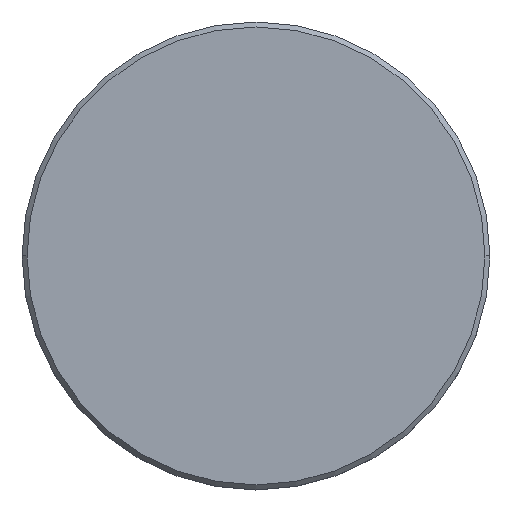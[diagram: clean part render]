
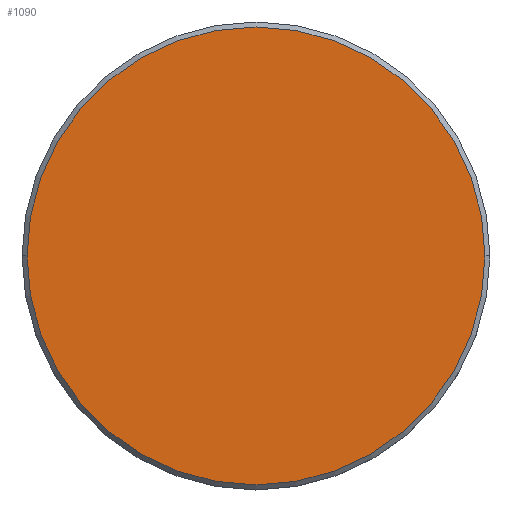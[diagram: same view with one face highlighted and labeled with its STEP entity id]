
A CAD part, top view. The second image highlights one B-rep face of the part: STEP entity #1090.
In plain terms, the highlighted planar face has unit normal (0, 0, 1).
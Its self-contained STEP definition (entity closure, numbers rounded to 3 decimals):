
#95 = VERTEX_POINT ( 'NONE', #110 ) ;
#110 = CARTESIAN_POINT ( 'NONE',  ( -23., 0., 0. ) ) ;
#118 = CARTESIAN_POINT ( 'NONE',  ( 23., 0., 0. ) ) ;
#124 = EDGE_LOOP ( 'NONE', ( #797, #961 ) ) ;
#283 = DIRECTION ( 'NONE',  ( 1., 0., 0. ) ) ;
#316 = EDGE_CURVE ( 'NONE', #95, #742, #419, .T. ) ;
#328 = CARTESIAN_POINT ( 'NONE',  ( 0., 0., 0. ) ) ;
#336 = DIRECTION ( 'NONE',  ( 0., 0., 1. ) ) ;
#419 = CIRCLE ( 'NONE', #558, 23. ) ;
#445 = CARTESIAN_POINT ( 'NONE',  ( 0., 0., 0. ) ) ;
#514 = EDGE_CURVE ( 'NONE', #742, #95, #985, .T. ) ;
#558 = AXIS2_PLACEMENT_3D ( 'NONE', #445, #1092, #901 ) ;
#598 = AXIS2_PLACEMENT_3D ( 'NONE', #727, #336, #983 ) ;
#724 = PLANE ( 'NONE',  #598 ) ;
#727 = CARTESIAN_POINT ( 'NONE',  ( 0., 0., 0. ) ) ;
#733 = FACE_OUTER_BOUND ( 'NONE', #124, .T. ) ;
#742 = VERTEX_POINT ( 'NONE', #118 ) ;
#797 = ORIENTED_EDGE ( 'NONE', *, *, #316, .T. ) ;
#901 = DIRECTION ( 'NONE',  ( 1., 0., 0. ) ) ;
#961 = ORIENTED_EDGE ( 'NONE', *, *, #514, .T. ) ;
#964 = AXIS2_PLACEMENT_3D ( 'NONE', #328, #1102, #283 ) ;
#983 = DIRECTION ( 'NONE',  ( 1., 0., 0. ) ) ;
#985 = CIRCLE ( 'NONE', #964, 23. ) ;
#1090 = ADVANCED_FACE ( 'NONE', ( #733 ), #724, .T. ) ;
#1092 = DIRECTION ( 'NONE',  ( 0., 0., 1. ) ) ;
#1102 = DIRECTION ( 'NONE',  ( 0., 0., 1. ) ) ;
